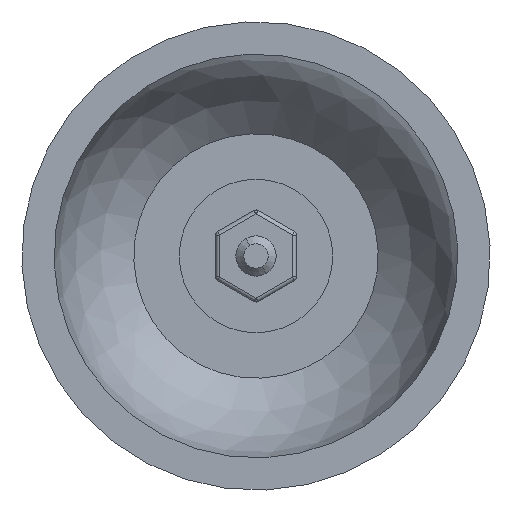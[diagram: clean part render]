
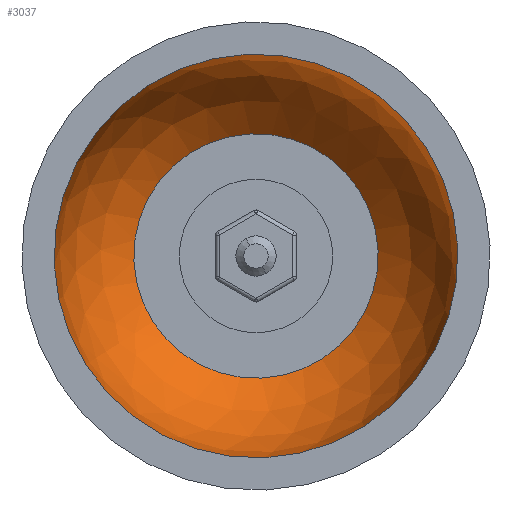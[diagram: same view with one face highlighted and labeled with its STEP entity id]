
A CAD part, front view. The second image highlights one B-rep face of the part: STEP entity #3037.
In plain terms, the highlighted spherical face has radius 25 mm.
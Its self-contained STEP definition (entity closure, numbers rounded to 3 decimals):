
#21 = AXIS2_PLACEMENT_3D ( 'NONE', #2779, #3280, #3014 ) ;
#33 = SPHERICAL_SURFACE ( 'NONE', #21, 25. ) ;
#89 = VERTEX_POINT ( 'NONE', #270 ) ;
#179 = VERTEX_POINT ( 'NONE', #1349 ) ;
#191 = EDGE_LOOP ( 'NONE', ( #1352, #1707 ) ) ;
#270 = CARTESIAN_POINT ( 'NONE',  ( 0., 0., -25. ) ) ;
#384 = DIRECTION ( 'NONE',  ( 1., 0., 0. ) ) ;
#541 = AXIS2_PLACEMENT_3D ( 'NONE', #1312, #2452, #1035 ) ;
#564 = CARTESIAN_POINT ( 'NONE',  ( 0., -19.9, 0. ) ) ;
#599 = DIRECTION ( 'NONE',  ( 0., 1., 0. ) ) ;
#654 = CARTESIAN_POINT ( 'NONE',  ( 0., 0., 0. ) ) ;
#923 = AXIS2_PLACEMENT_3D ( 'NONE', #564, #599, #1708 ) ;
#976 = CIRCLE ( 'NONE', #923, 15.132 ) ;
#1035 = DIRECTION ( 'NONE',  ( 0., 0., 1. ) ) ;
#1055 = AXIS2_PLACEMENT_3D ( 'NONE', #2486, #3302, #384 ) ;
#1312 = CARTESIAN_POINT ( 'NONE',  ( 0., 0., 0. ) ) ;
#1343 = ORIENTED_EDGE ( 'NONE', *, *, #2244, .F. ) ;
#1349 = CARTESIAN_POINT ( 'NONE',  ( 15.132, -19.9, 0. ) ) ;
#1352 = ORIENTED_EDGE ( 'NONE', *, *, #2056, .F. ) ;
#1436 = EDGE_LOOP ( 'NONE', ( #1343, #1985 ) ) ;
#1641 = CIRCLE ( 'NONE', #3004, 25. ) ;
#1642 = FACE_BOUND ( 'NONE', #1436, .T. ) ;
#1684 = EDGE_CURVE ( 'NONE', #89, #1995, #1641, .T. ) ;
#1707 = ORIENTED_EDGE ( 'NONE', *, *, #1684, .F. ) ;
#1708 = DIRECTION ( 'NONE',  ( 1., 0., 0. ) ) ;
#1985 = ORIENTED_EDGE ( 'NONE', *, *, #3424, .F. ) ;
#1995 = VERTEX_POINT ( 'NONE', #2590 ) ;
#1999 = DIRECTION ( 'NONE',  ( 0., 0., 1. ) ) ;
#2056 = EDGE_CURVE ( 'NONE', #1995, #89, #2084, .T. ) ;
#2084 = CIRCLE ( 'NONE', #541, 25. ) ;
#2109 = VERTEX_POINT ( 'NONE', #2672 ) ;
#2239 = DIRECTION ( 'NONE',  ( 0., -1., 0. ) ) ;
#2244 = EDGE_CURVE ( 'NONE', #179, #2109, #2875, .T. ) ;
#2452 = DIRECTION ( 'NONE',  ( 0., -1., 0. ) ) ;
#2486 = CARTESIAN_POINT ( 'NONE',  ( 0., -19.9, 0. ) ) ;
#2590 = CARTESIAN_POINT ( 'NONE',  ( 0., 0., 25. ) ) ;
#2672 = CARTESIAN_POINT ( 'NONE',  ( -15.132, -19.9, 0. ) ) ;
#2779 = CARTESIAN_POINT ( 'NONE',  ( 0., 0., 0. ) ) ;
#2875 = CIRCLE ( 'NONE', #1055, 15.132 ) ;
#3004 = AXIS2_PLACEMENT_3D ( 'NONE', #654, #2239, #1999 ) ;
#3014 = DIRECTION ( 'NONE',  ( 1., 0., 0. ) ) ;
#3037 = ADVANCED_FACE ( 'NONE', ( #3258, #1642 ), #33, .F. ) ;
#3258 = FACE_OUTER_BOUND ( 'NONE', #191, .T. ) ;
#3280 = DIRECTION ( 'NONE',  ( 0., 1., 0. ) ) ;
#3302 = DIRECTION ( 'NONE',  ( 0., 1., 0. ) ) ;
#3424 = EDGE_CURVE ( 'NONE', #2109, #179, #976, .T. ) ;
